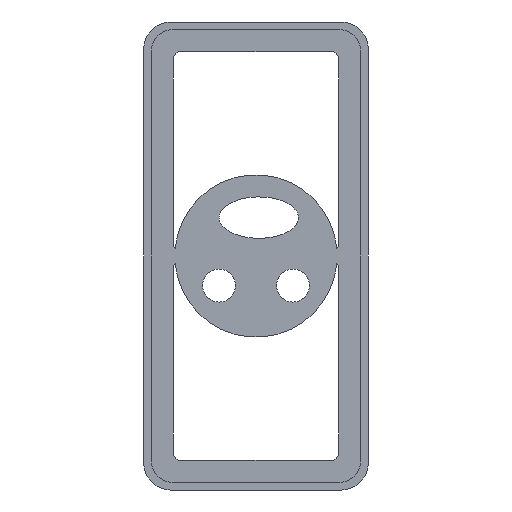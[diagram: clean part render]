
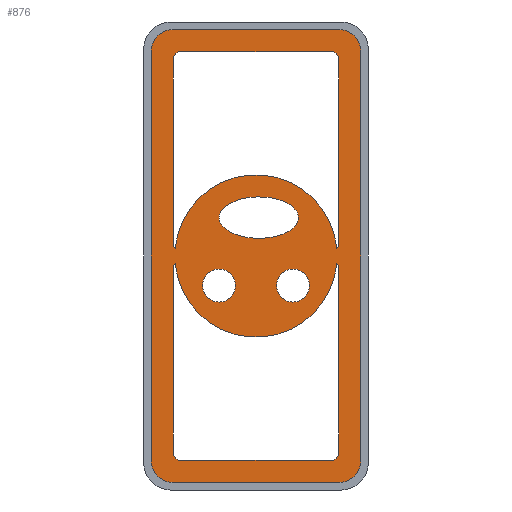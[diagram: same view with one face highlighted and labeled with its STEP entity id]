
A CAD part, front view. The second image highlights one B-rep face of the part: STEP entity #876.
In plain terms, the highlighted planar face has unit normal (0, -1, 0).
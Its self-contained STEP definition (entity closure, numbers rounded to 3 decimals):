
#19=ELLIPSE('',#977,2.688,1.404);
#25=FACE_BOUND('',#128,.T.);
#26=FACE_BOUND('',#129,.T.);
#27=FACE_BOUND('',#130,.T.);
#28=FACE_BOUND('',#131,.T.);
#29=FACE_BOUND('',#132,.T.);
#41=PLANE('',#975);
#75=FACE_OUTER_BOUND('',#127,.T.);
#127=EDGE_LOOP('',(#680,#681,#682,#683,#684,#685,#686,#687));
#128=EDGE_LOOP('',(#688));
#129=EDGE_LOOP('',(#689));
#130=EDGE_LOOP('',(#690,#691,#692,#693,#694,#695,#696,#697));
#131=EDGE_LOOP('',(#698));
#132=EDGE_LOOP('',(#699,#700,#701,#702,#703,#704,#705,#706));
#162=LINE('',#1314,#233);
#167=LINE('',#1329,#238);
#171=LINE('',#1341,#242);
#177=LINE('',#1356,#248);
#184=LINE('',#1400,#255);
#186=LINE('',#1412,#257);
#188=LINE('',#1424,#259);
#190=LINE('',#1433,#261);
#194=LINE('',#1452,#265);
#195=LINE('',#1456,#266);
#233=VECTOR('',#1033,10.);
#238=VECTOR('',#1046,10.);
#242=VECTOR('',#1058,10.);
#248=VECTOR('',#1072,10.);
#255=VECTOR('',#1117,10.);
#257=VECTOR('',#1131,10.);
#259=VECTOR('',#1145,10.);
#261=VECTOR('',#1157,10.);
#265=VECTOR('',#1181,10.);
#266=VECTOR('',#1186,10.);
#302=CIRCLE('',#918,0.5);
#304=CIRCLE('',#922,0.5);
#306=CIRCLE('',#926,0.5);
#308=CIRCLE('',#930,0.5);
#311=CIRCLE('',#935,0.5);
#312=CIRCLE('',#937,0.5);
#314=CIRCLE('',#940,0.5);
#317=CIRCLE('',#944,0.5);
#321=CIRCLE('',#949,1.8);
#325=CIRCLE('',#955,1.8);
#329=CIRCLE('',#961,1.8);
#333=CIRCLE('',#967,1.8);
#338=CIRCLE('',#976,1.118);
#339=CIRCLE('',#978,5.5);
#340=CIRCLE('',#979,1.118);
#341=CIRCLE('',#980,5.5);
#358=VERTEX_POINT('',#1304);
#359=VERTEX_POINT('',#1305);
#362=VERTEX_POINT('',#1313);
#364=VERTEX_POINT('',#1319);
#365=VERTEX_POINT('',#1320);
#368=VERTEX_POINT('',#1328);
#370=VERTEX_POINT('',#1334);
#372=VERTEX_POINT('',#1340);
#374=VERTEX_POINT('',#1346);
#375=VERTEX_POINT('',#1347);
#379=VERTEX_POINT('',#1360);
#380=VERTEX_POINT('',#1364);
#381=VERTEX_POINT('',#1365);
#384=VERTEX_POINT('',#1373);
#385=VERTEX_POINT('',#1374);
#389=VERTEX_POINT('',#1384);
#390=VERTEX_POINT('',#1388);
#393=VERTEX_POINT('',#1393);
#395=VERTEX_POINT('',#1398);
#397=VERTEX_POINT('',#1405);
#399=VERTEX_POINT('',#1410);
#401=VERTEX_POINT('',#1417);
#403=VERTEX_POINT('',#1422);
#405=VERTEX_POINT('',#1429);
#409=VERTEX_POINT('',#1447);
#410=VERTEX_POINT('',#1449);
#411=VERTEX_POINT('',#1453);
#444=EDGE_CURVE('',#358,#359,#302,.T.);
#448=EDGE_CURVE('',#359,#362,#162,.T.);
#451=EDGE_CURVE('',#364,#365,#304,.T.);
#455=EDGE_CURVE('',#365,#368,#167,.T.);
#458=EDGE_CURVE('',#368,#370,#306,.T.);
#461=EDGE_CURVE('',#370,#372,#171,.T.);
#464=EDGE_CURVE('',#374,#375,#308,.T.);
#469=EDGE_CURVE('',#375,#358,#177,.T.);
#471=EDGE_CURVE('',#379,#362,#311,.F.);
#473=EDGE_CURVE('',#380,#381,#312,.F.);
#477=EDGE_CURVE('',#384,#385,#314,.F.);
#482=EDGE_CURVE('',#389,#372,#317,.F.);
#487=EDGE_CURVE('',#393,#390,#321,.T.);
#489=EDGE_CURVE('',#393,#395,#184,.T.);
#493=EDGE_CURVE('',#397,#395,#325,.T.);
#495=EDGE_CURVE('',#397,#399,#186,.T.);
#499=EDGE_CURVE('',#401,#399,#329,.T.);
#501=EDGE_CURVE('',#401,#403,#188,.T.);
#505=EDGE_CURVE('',#405,#403,#333,.T.);
#506=EDGE_CURVE('',#405,#390,#190,.T.);
#515=EDGE_CURVE('',#409,#409,#338,.T.);
#516=EDGE_CURVE('',#410,#410,#19,.T.);
#517=EDGE_CURVE('',#389,#381,#339,.T.);
#518=EDGE_CURVE('',#380,#364,#194,.T.);
#519=EDGE_CURVE('',#411,#411,#340,.T.);
#520=EDGE_CURVE('',#379,#385,#341,.T.);
#521=EDGE_CURVE('',#384,#374,#195,.T.);
#680=ORIENTED_EDGE('',*,*,#493,.F.);
#681=ORIENTED_EDGE('',*,*,#495,.T.);
#682=ORIENTED_EDGE('',*,*,#499,.F.);
#683=ORIENTED_EDGE('',*,*,#501,.T.);
#684=ORIENTED_EDGE('',*,*,#505,.F.);
#685=ORIENTED_EDGE('',*,*,#506,.T.);
#686=ORIENTED_EDGE('',*,*,#487,.F.);
#687=ORIENTED_EDGE('',*,*,#489,.T.);
#688=ORIENTED_EDGE('',*,*,#515,.F.);
#689=ORIENTED_EDGE('',*,*,#516,.F.);
#690=ORIENTED_EDGE('',*,*,#473,.T.);
#691=ORIENTED_EDGE('',*,*,#517,.F.);
#692=ORIENTED_EDGE('',*,*,#482,.T.);
#693=ORIENTED_EDGE('',*,*,#461,.F.);
#694=ORIENTED_EDGE('',*,*,#458,.F.);
#695=ORIENTED_EDGE('',*,*,#455,.F.);
#696=ORIENTED_EDGE('',*,*,#451,.F.);
#697=ORIENTED_EDGE('',*,*,#518,.F.);
#698=ORIENTED_EDGE('',*,*,#519,.F.);
#699=ORIENTED_EDGE('',*,*,#477,.T.);
#700=ORIENTED_EDGE('',*,*,#520,.F.);
#701=ORIENTED_EDGE('',*,*,#471,.T.);
#702=ORIENTED_EDGE('',*,*,#448,.F.);
#703=ORIENTED_EDGE('',*,*,#444,.F.);
#704=ORIENTED_EDGE('',*,*,#469,.F.);
#705=ORIENTED_EDGE('',*,*,#464,.F.);
#706=ORIENTED_EDGE('',*,*,#521,.F.);
#876=ADVANCED_FACE('',(#75,#25,#26,#27,#28,#29),#41,.F.);
#918=AXIS2_PLACEMENT_3D('',#1306,#1025,#1026);
#922=AXIS2_PLACEMENT_3D('',#1321,#1038,#1039);
#926=AXIS2_PLACEMENT_3D('',#1335,#1051,#1052);
#930=AXIS2_PLACEMENT_3D('',#1348,#1063,#1064);
#935=AXIS2_PLACEMENT_3D('',#1361,#1077,#1078);
#937=AXIS2_PLACEMENT_3D('',#1366,#1082,#1083);
#940=AXIS2_PLACEMENT_3D('',#1375,#1090,#1091);
#944=AXIS2_PLACEMENT_3D('',#1385,#1100,#1101);
#949=AXIS2_PLACEMENT_3D('',#1395,#1111,#1112);
#955=AXIS2_PLACEMENT_3D('',#1407,#1125,#1126);
#961=AXIS2_PLACEMENT_3D('',#1419,#1139,#1140);
#967=AXIS2_PLACEMENT_3D('',#1431,#1153,#1154);
#975=AXIS2_PLACEMENT_3D('',#1446,#1173,#1174);
#976=AXIS2_PLACEMENT_3D('',#1448,#1175,#1176);
#977=AXIS2_PLACEMENT_3D('',#1450,#1177,#1178);
#978=AXIS2_PLACEMENT_3D('',#1451,#1179,#1180);
#979=AXIS2_PLACEMENT_3D('',#1454,#1182,#1183);
#980=AXIS2_PLACEMENT_3D('',#1455,#1184,#1185);
#1025=DIRECTION('center_axis',(0.,-1.,0.));
#1026=DIRECTION('ref_axis',(0.707,0.,-0.707));
#1033=DIRECTION('',(0.,0.,1.));
#1038=DIRECTION('center_axis',(0.,-1.,0.));
#1039=DIRECTION('ref_axis',(0.707,0.,0.707));
#1046=DIRECTION('',(-1.,0.,0.));
#1051=DIRECTION('center_axis',(0.,-1.,0.));
#1052=DIRECTION('ref_axis',(-0.707,0.,0.707));
#1058=DIRECTION('',(0.,0.,-1.));
#1063=DIRECTION('center_axis',(0.,-1.,0.));
#1064=DIRECTION('ref_axis',(-0.707,0.,-0.707));
#1072=DIRECTION('',(1.,0.,0.));
#1077=DIRECTION('center_axis',(0.,-1.,0.));
#1078=DIRECTION('ref_axis',(0.754,0.,0.656));
#1082=DIRECTION('center_axis',(0.,-1.,0.));
#1083=DIRECTION('ref_axis',(0.754,0.,-0.656));
#1090=DIRECTION('center_axis',(0.,-1.,0.));
#1091=DIRECTION('ref_axis',(-0.754,0.,0.656));
#1100=DIRECTION('center_axis',(0.,-1.,0.));
#1101=DIRECTION('ref_axis',(-0.754,0.,-0.656));
#1111=DIRECTION('center_axis',(0.,1.,0.));
#1112=DIRECTION('ref_axis',(-0.707,0.,0.707));
#1117=DIRECTION('',(0.,0.,-1.));
#1125=DIRECTION('center_axis',(0.,1.,0.));
#1126=DIRECTION('ref_axis',(-0.707,0.,-0.707));
#1131=DIRECTION('',(1.,0.,0.));
#1139=DIRECTION('center_axis',(0.,1.,0.));
#1140=DIRECTION('ref_axis',(0.707,0.,-0.707));
#1145=DIRECTION('',(0.,0.,1.));
#1153=DIRECTION('center_axis',(0.,1.,0.));
#1154=DIRECTION('ref_axis',(0.707,0.,0.707));
#1157=DIRECTION('',(-1.,0.,0.));
#1173=DIRECTION('center_axis',(0.,1.,0.));
#1174=DIRECTION('ref_axis',(1.,0.,0.));
#1175=DIRECTION('center_axis',(0.,-1.,0.));
#1176=DIRECTION('ref_axis',(1.,0.,0.));
#1177=DIRECTION('center_axis',(0.,-1.,0.));
#1178=DIRECTION('ref_axis',(-1.,0.,0.));
#1179=DIRECTION('center_axis',(0.,1.,0.));
#1180=DIRECTION('ref_axis',(1.,0.,0.));
#1181=DIRECTION('',(0.,0.,1.));
#1182=DIRECTION('center_axis',(0.,-1.,0.));
#1183=DIRECTION('ref_axis',(1.,0.,0.));
#1184=DIRECTION('center_axis',(0.,1.,0.));
#1185=DIRECTION('ref_axis',(1.,0.,0.));
#1186=DIRECTION('',(0.,0.,-1.));
#1304=CARTESIAN_POINT('',(5.1,0.,-13.85));
#1305=CARTESIAN_POINT('',(5.6,0.,-13.35));
#1306=CARTESIAN_POINT('Origin',(5.1,0.,-13.35));
#1313=CARTESIAN_POINT('',(5.6,0.,-0.828));
#1314=CARTESIAN_POINT('',(5.6,0.,-1.));
#1319=CARTESIAN_POINT('',(5.6,0.,13.35));
#1320=CARTESIAN_POINT('',(5.1,0.,13.85));
#1321=CARTESIAN_POINT('Origin',(5.1,0.,13.35));
#1328=CARTESIAN_POINT('',(-5.1,0.,13.85));
#1329=CARTESIAN_POINT('',(5.6,0.,13.85));
#1334=CARTESIAN_POINT('',(-5.6,0.,13.35));
#1335=CARTESIAN_POINT('Origin',(-5.1,0.,13.35));
#1340=CARTESIAN_POINT('',(-5.6,0.,0.828));
#1341=CARTESIAN_POINT('',(-5.6,0.,1.));
#1346=CARTESIAN_POINT('',(-5.6,0.,-13.35));
#1347=CARTESIAN_POINT('',(-5.1,0.,-13.85));
#1348=CARTESIAN_POINT('Origin',(-5.1,0.,-13.35));
#1356=CARTESIAN_POINT('',(-5.6,0.,-13.85));
#1360=CARTESIAN_POINT('',(5.477,0.,-0.5));
#1361=CARTESIAN_POINT('Origin',(5.1,0.,-0.828));
#1364=CARTESIAN_POINT('',(5.6,0.,0.828));
#1365=CARTESIAN_POINT('',(5.477,0.,0.5));
#1366=CARTESIAN_POINT('Origin',(5.1,0.,0.828));
#1373=CARTESIAN_POINT('',(-5.6,0.,-0.828));
#1374=CARTESIAN_POINT('',(-5.477,0.,-0.5));
#1375=CARTESIAN_POINT('Origin',(-5.1,0.,-0.828));
#1384=CARTESIAN_POINT('',(-5.477,0.,0.5));
#1385=CARTESIAN_POINT('Origin',(-5.1,0.,0.828));
#1388=CARTESIAN_POINT('',(-5.8,0.,15.85));
#1393=CARTESIAN_POINT('',(-7.6,0.,14.05));
#1395=CARTESIAN_POINT('Origin',(-5.8,0.,14.05));
#1398=CARTESIAN_POINT('',(-7.6,0.,-14.05));
#1400=CARTESIAN_POINT('',(-7.6,0.,15.85));
#1405=CARTESIAN_POINT('',(-5.8,0.,-15.85));
#1407=CARTESIAN_POINT('Origin',(-5.8,0.,-14.05));
#1410=CARTESIAN_POINT('',(5.8,0.,-15.85));
#1412=CARTESIAN_POINT('',(-7.6,0.,-15.85));
#1417=CARTESIAN_POINT('',(7.6,0.,-14.05));
#1419=CARTESIAN_POINT('Origin',(5.8,0.,-14.05));
#1422=CARTESIAN_POINT('',(7.6,0.,14.05));
#1424=CARTESIAN_POINT('',(7.6,0.,-15.85));
#1429=CARTESIAN_POINT('',(5.8,0.,15.85));
#1431=CARTESIAN_POINT('Origin',(5.8,0.,14.05));
#1433=CARTESIAN_POINT('',(7.6,0.,15.85));
#1446=CARTESIAN_POINT('Origin',(0.,0.,0.));
#1447=CARTESIAN_POINT('',(-3.618,0.,-2.));
#1448=CARTESIAN_POINT('Origin',(-2.5,0.,-2.));
#1449=CARTESIAN_POINT('',(2.875,0.,2.6));
#1450=CARTESIAN_POINT('Origin',(0.188,0.,2.6));
#1451=CARTESIAN_POINT('Origin',(0.,0.,0.));
#1452=CARTESIAN_POINT('',(5.6,0.,-1.));
#1453=CARTESIAN_POINT('',(1.382,0.,-2.));
#1454=CARTESIAN_POINT('Origin',(2.5,0.,-2.));
#1455=CARTESIAN_POINT('Origin',(0.,0.,0.));
#1456=CARTESIAN_POINT('',(-5.6,0.,1.));
